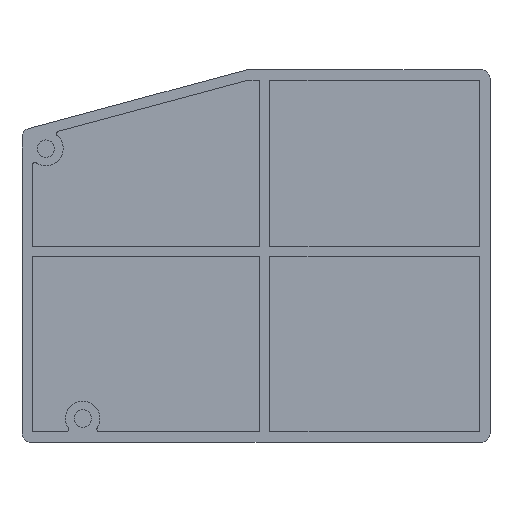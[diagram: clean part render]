
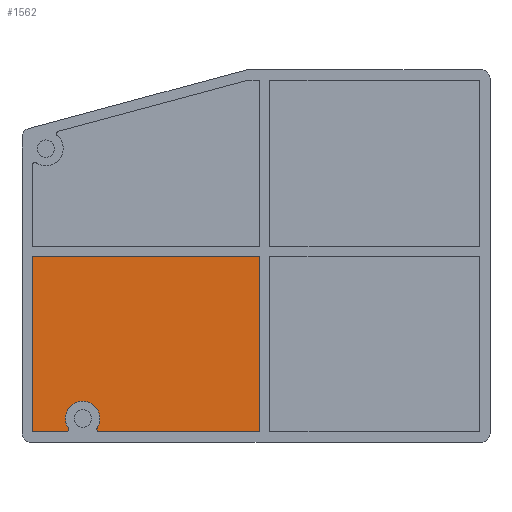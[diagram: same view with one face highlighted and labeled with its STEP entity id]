
A CAD part, left-side view. The second image highlights one B-rep face of the part: STEP entity #1562.
In plain terms, the highlighted planar face has unit normal (-1, 0, 0).
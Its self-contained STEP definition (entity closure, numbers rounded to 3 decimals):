
#872=AXIS2_PLACEMENT_3D('Circle Axis2P3D',#870,#871,$) ;
#896=AXIS2_PLACEMENT_3D('Circle Axis2P3D',#894,#895,$) ;
#920=AXIS2_PLACEMENT_3D('Circle Axis2P3D',#918,#919,$) ;
#1543=AXIS2_PLACEMENT_3D('Plane Axis2P3D',#1540,#1541,#1542) ;
#836=CARTESIAN_POINT('Vertex',(2.85,45.069,1.2)) ;
#843=CARTESIAN_POINT('Vertex',(2.85,26.6,1.2)) ;
#846=CARTESIAN_POINT('Line Origine',(2.85,35.835,1.2)) ;
#867=CARTESIAN_POINT('Vertex',(2.85,45.321,1.663)) ;
#870=CARTESIAN_POINT('Axis2P3D Location',(2.85,45.069,1.5)) ;
#891=CARTESIAN_POINT('Vertex',(2.85,48.679,1.663)) ;
#894=CARTESIAN_POINT('Axis2P3D Location',(2.85,47.,2.75)) ;
#915=CARTESIAN_POINT('Vertex',(2.85,48.931,1.2)) ;
#918=CARTESIAN_POINT('Axis2P3D Location',(2.85,48.931,1.5)) ;
#934=CARTESIAN_POINT('Vertex',(2.85,52.8,1.2)) ;
#937=CARTESIAN_POINT('Line Origine',(2.85,50.865,1.2)) ;
#958=CARTESIAN_POINT('Vertex',(2.85,52.8,21.4)) ;
#961=CARTESIAN_POINT('Line Origine',(2.85,52.8,11.3)) ;
#977=CARTESIAN_POINT('Vertex',(2.85,26.6,21.4)) ;
#980=CARTESIAN_POINT('Line Origine',(2.85,39.7,21.4)) ;
#997=CARTESIAN_POINT('Line Origine',(2.85,26.6,11.3)) ;
#1540=CARTESIAN_POINT('Axis2P3D Location',(2.85,0.,0.)) ;
#847=DIRECTION('Vector Direction',(0.,1.,0.)) ;
#871=DIRECTION('Axis2P3D Direction',(-1.,0.,0.)) ;
#895=DIRECTION('Axis2P3D Direction',(-1.,0.,0.)) ;
#919=DIRECTION('Axis2P3D Direction',(-1.,0.,0.)) ;
#938=DIRECTION('Vector Direction',(0.,1.,0.)) ;
#962=DIRECTION('Vector Direction',(0.,0.,1.)) ;
#981=DIRECTION('Vector Direction',(0.,-1.,0.)) ;
#998=DIRECTION('Vector Direction',(0.,0.,-1.)) ;
#1541=DIRECTION('Axis2P3D Direction',(-1.,0.,0.)) ;
#1542=DIRECTION('Axis2P3D XDirection',(0.,0.,1.)) ;
#848=VECTOR('Line Direction',#847,1.) ;
#939=VECTOR('Line Direction',#938,1.) ;
#963=VECTOR('Line Direction',#962,1.) ;
#982=VECTOR('Line Direction',#981,1.) ;
#999=VECTOR('Line Direction',#998,1.) ;
#1553=ORIENTED_EDGE('',*,*,#984,.T.) ;
#1554=ORIENTED_EDGE('',*,*,#965,.T.) ;
#1555=ORIENTED_EDGE('',*,*,#941,.T.) ;
#1556=ORIENTED_EDGE('',*,*,#922,.T.) ;
#1557=ORIENTED_EDGE('',*,*,#898,.T.) ;
#1558=ORIENTED_EDGE('',*,*,#874,.T.) ;
#1559=ORIENTED_EDGE('',*,*,#850,.T.) ;
#1560=ORIENTED_EDGE('',*,*,#1001,.T.) ;
#1562=ADVANCED_FACE('Hauptkoerper',(#1561),#1544,.T.) ;
#873=CIRCLE('generated circle',#872,0.3) ;
#897=CIRCLE('generated circle',#896,2.) ;
#921=CIRCLE('generated circle',#920,0.3) ;
#850=EDGE_CURVE('',#837,#844,#849,.F.) ;
#874=EDGE_CURVE('',#868,#837,#873,.T.) ;
#898=EDGE_CURVE('',#892,#868,#897,.F.) ;
#922=EDGE_CURVE('',#916,#892,#921,.T.) ;
#941=EDGE_CURVE('',#935,#916,#940,.F.) ;
#965=EDGE_CURVE('',#959,#935,#964,.F.) ;
#984=EDGE_CURVE('',#978,#959,#983,.F.) ;
#1001=EDGE_CURVE('',#844,#978,#1000,.F.) ;
#1552=EDGE_LOOP('',(#1553,#1554,#1555,#1556,#1557,#1558,#1559,#1560)) ;
#1561=FACE_OUTER_BOUND('',#1552,.T.) ;
#849=LINE('Line',#846,#848) ;
#940=LINE('Line',#937,#939) ;
#964=LINE('Line',#961,#963) ;
#983=LINE('Line',#980,#982) ;
#1000=LINE('Line',#997,#999) ;
#1544=PLANE('',#1543) ;
#837=VERTEX_POINT('',#836) ;
#844=VERTEX_POINT('',#843) ;
#868=VERTEX_POINT('',#867) ;
#892=VERTEX_POINT('',#891) ;
#916=VERTEX_POINT('',#915) ;
#935=VERTEX_POINT('',#934) ;
#959=VERTEX_POINT('',#958) ;
#978=VERTEX_POINT('',#977) ;
